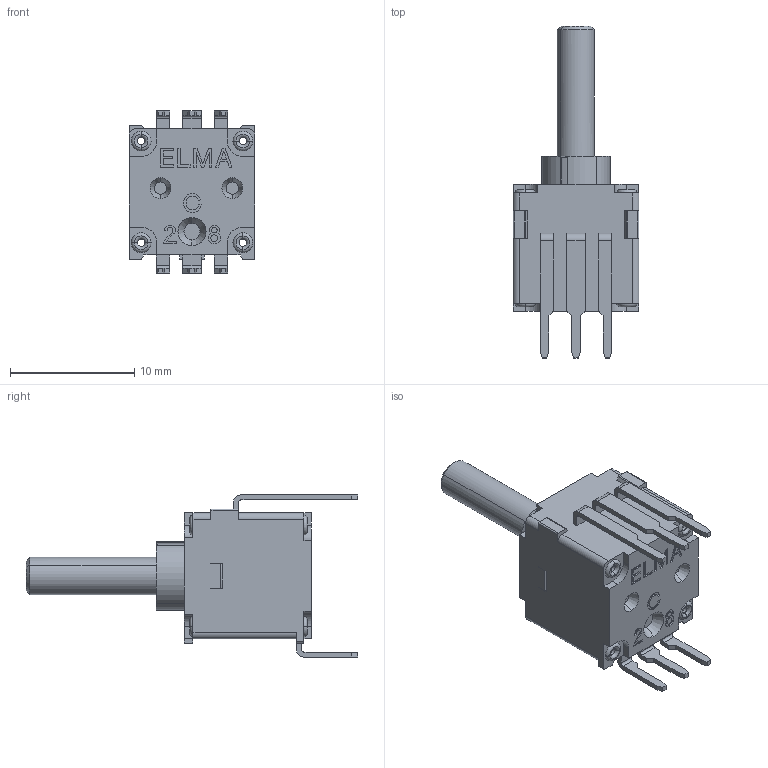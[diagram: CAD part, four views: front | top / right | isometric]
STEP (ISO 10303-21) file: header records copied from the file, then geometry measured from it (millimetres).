
FILE_DESCRIPTION(('OneSpaceDesigner STEP Export'),'2;1');
FILE_NAME('Dummy_07-3XXX.stp','2010-02-03T11:40:13',(''),(''),'OneSpace Designer STEP processor for AP214 (Solid Model)','OneSpace Designer 13.20A 18-Aug-2005 (C) CoCreate Software GmbH','');
FILE_SCHEMA(('AUTOMOTIVE_DESIGN { 1 0 10303 214 1 1 1 1 }'));
Length unit declared in the file: millimetre
Products named in the file (2): Dummy_07-3XXX
Assembly tree (1 placements, depth 2):
  Dummy_07-3XXX
    Dummy_07-3XXX
Bounding box: 10.16 x 26.76 x 13.08 mm (x, y, z)
Volume: 1169.6 mm3; surface area: 1092.5 mm2
Topology: 1 solids, 13 shells, 1116 faces, 3078 edges, 2023 vertices
Faces by surface type: plane 926, cylinder 94, torus 64, cone 32
Entity records: 33930 total; most frequent: ORIENTED_EDGE 6156, CARTESIAN_POINT 5965, DIRECTION 5179, EDGE_CURVE 3078, VECTOR 2705, LINE 2705, VERTEX_POINT 2023, AXIS2_PLACEMENT_3D 1237
